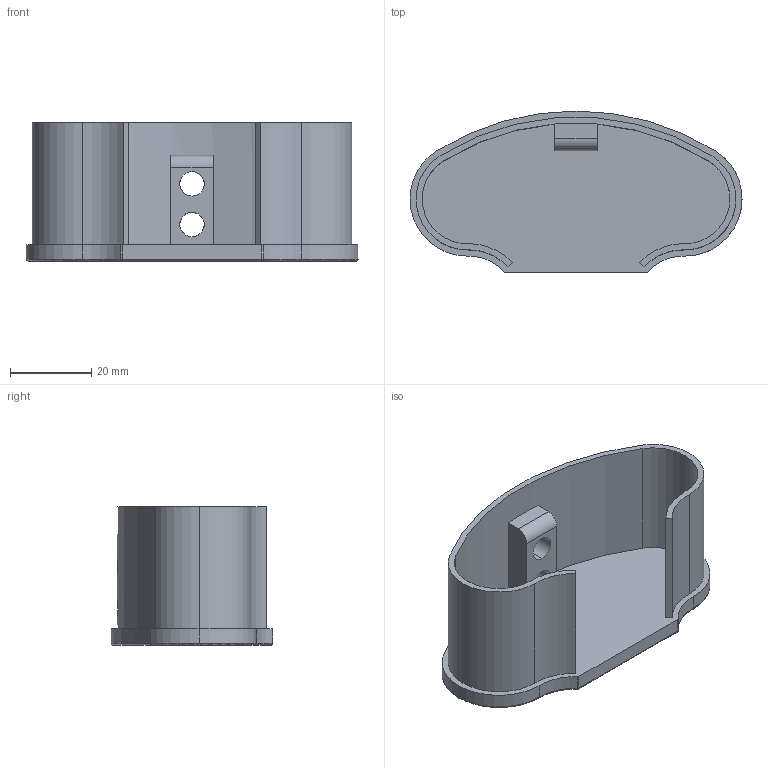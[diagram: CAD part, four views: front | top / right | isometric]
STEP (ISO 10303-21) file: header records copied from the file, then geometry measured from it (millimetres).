
FILE_DESCRIPTION (( 'STEP AP203' ), '1' );
FILE_NAME ('3D_GN6032_80x40_188461320.STEP', '2024-09-25T10:00:06', ( '' ), ( '' ), 'SwSTEP 2.0', 'SolidWorks 2024', '' );
FILE_SCHEMA (( 'CONFIG_CONTROL_DESIGN' ));
Length unit declared in the file: millimetre
Products named in the file (1): 3D_GN6032_80x40_188461320
Bounding box: 81.64 x 39.81 x 34 mm (x, y, z)
Volume: 18385.8 mm3; surface area: 15756.5 mm2
Topology: 1 solids, 1 shells, 48 faces, 125 edges, 78 vertices
Faces by surface type: cylinder 26, plane 10, torus 6, bspline 4, sphere 2
Entity records: 4090 total; most frequent: CARTESIAN_POINT 2826, DIRECTION 259, ORIENTED_EDGE 246, EDGE_CURVE 123, AXIS2_PLACEMENT_3D 107, VERTEX_POINT 78, CIRCLE 62, EDGE_LOOP 53
